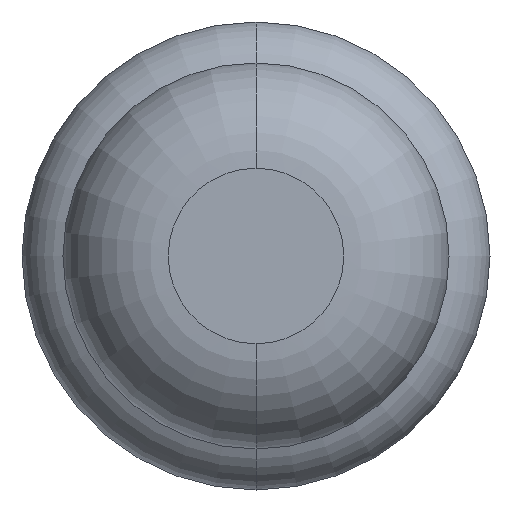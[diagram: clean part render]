
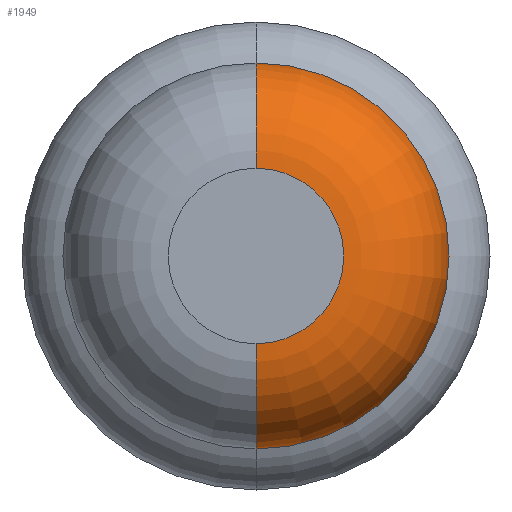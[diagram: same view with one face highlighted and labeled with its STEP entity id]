
A CAD part, front view. The second image highlights one B-rep face of the part: STEP entity #1949.
In plain terms, the highlighted toroidal (fillet/blend) face has major radius 0.375 mm and minor radius 0.45 mm.
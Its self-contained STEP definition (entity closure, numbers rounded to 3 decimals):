
#89 = CARTESIAN_POINT ( 'NONE',  ( 0., -29.95, 0.375 ) ) ;
#124 = AXIS2_PLACEMENT_3D ( 'NONE', #1750, #2588, #2890 ) ;
#264 = EDGE_CURVE ( 'Defeature ausgef�hrt1_7+Defeature ausgef�hrt1_6+Defeature ausgef�hrt1_6+Defeature ausgef�hrt1_6', #1259, #1728, #1507, .T. ) ;
#577 = CARTESIAN_POINT ( 'NONE',  ( 0., -29.95, 0.825 ) ) ;
#695 = EDGE_CURVE ( 'NONE', #2102, #1259, #1152, .T. ) ;
#708 = AXIS2_PLACEMENT_3D ( 'NONE', #2295, #3382, #2574 ) ;
#736 = CARTESIAN_POINT ( 'NONE',  ( 0., -29.95, -0.375 ) ) ;
#742 = ORIENTED_EDGE ( 'NONE', *, *, #695, .F. ) ;
#743 = FACE_OUTER_BOUND ( 'NONE', #2843, .T. ) ;
#766 = ORIENTED_EDGE ( 'NONE', *, *, #3034, .T. ) ;
#952 = AXIS2_PLACEMENT_3D ( 'NONE', #736, #3260, #1582 ) ;
#964 = CIRCLE ( 'NONE', #952, 0.45 ) ;
#1059 = CARTESIAN_POINT ( 'NONE',  ( 0., -30.4, -0.375 ) ) ;
#1067 = DIRECTION ( 'NONE',  ( 0., 0., 1. ) ) ;
#1152 = CIRCLE ( 'NONE', #3002, 0.45 ) ;
#1259 = VERTEX_POINT ( 'NONE', #577 ) ;
#1507 = CIRCLE ( 'NONE', #124, 0.825 ) ;
#1582 = DIRECTION ( 'NONE',  ( 0., 0., -1. ) ) ;
#1620 = CIRCLE ( 'NONE', #2609, 0.375 ) ;
#1704 = ORIENTED_EDGE ( 'NONE', *, *, #2764, .T. ) ;
#1728 = VERTEX_POINT ( 'NONE', #2224 ) ;
#1750 = CARTESIAN_POINT ( 'NONE',  ( 0., -29.95, 0. ) ) ;
#1949 = ADVANCED_FACE ( 'Defeature ausgef�hrt1_6', ( #743 ), #3222, .T. ) ;
#2102 = VERTEX_POINT ( 'NONE', #3445 ) ;
#2224 = CARTESIAN_POINT ( 'NONE',  ( 0., -29.95, -0.825 ) ) ;
#2247 = DIRECTION ( 'NONE',  ( 0., 1., 0. ) ) ;
#2295 = CARTESIAN_POINT ( 'NONE',  ( 0., -29.95, 0. ) ) ;
#2468 = ORIENTED_EDGE ( 'NONE', *, *, #264, .F. ) ;
#2574 = DIRECTION ( 'NONE',  ( 0., 0., 1. ) ) ;
#2588 = DIRECTION ( 'NONE',  ( 0., 1., 0. ) ) ;
#2609 = AXIS2_PLACEMENT_3D ( 'NONE', #3375, #2247, #1067 ) ;
#2620 = DIRECTION ( 'NONE',  ( -1., 0., 0. ) ) ;
#2764 = EDGE_CURVE ( 'NONE', #3308, #1728, #964, .T. ) ;
#2843 = EDGE_LOOP ( 'NONE', ( #766, #1704, #2468, #742 ) ) ;
#2890 = DIRECTION ( 'NONE',  ( 0., 0., 1. ) ) ;
#3002 = AXIS2_PLACEMENT_3D ( 'NONE', #89, #2620, #3452 ) ;
#3034 = EDGE_CURVE ( 'Defeature ausgef�hrt1_6+Defeature ausgef�hrt1_5+Defeature ausgef�hrt1_5+Defeature ausgef�hrt1_5', #2102, #3308, #1620, .T. ) ;
#3222 = TOROIDAL_SURFACE ( 'NONE', #708, 0.375, 0.45 ) ;
#3260 = DIRECTION ( 'NONE',  ( 1., 0., 0. ) ) ;
#3308 = VERTEX_POINT ( 'NONE', #1059 ) ;
#3375 = CARTESIAN_POINT ( 'NONE',  ( 0., -30.4, 0. ) ) ;
#3382 = DIRECTION ( 'NONE',  ( 0., 1., 0. ) ) ;
#3445 = CARTESIAN_POINT ( 'NONE',  ( 0., -30.4, 0.375 ) ) ;
#3452 = DIRECTION ( 'NONE',  ( 0., 0., 1. ) ) ;
